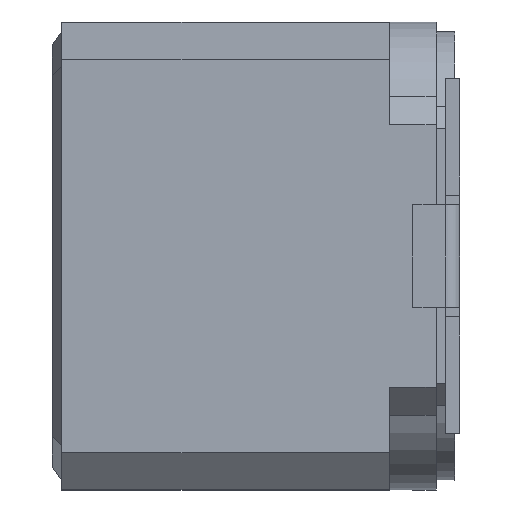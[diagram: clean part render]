
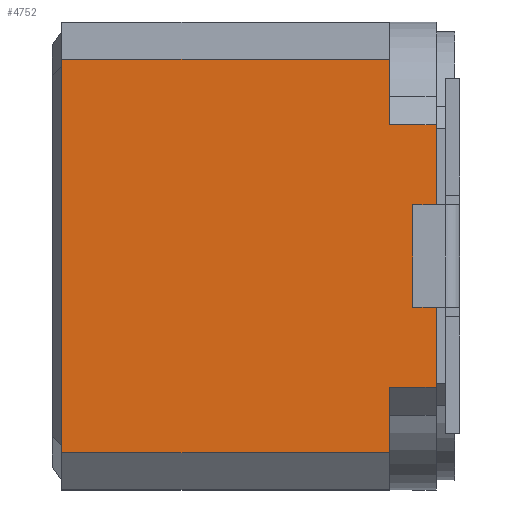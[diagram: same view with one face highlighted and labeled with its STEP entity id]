
A CAD part, left-side view. The second image highlights one B-rep face of the part: STEP entity #4752.
In plain terms, the highlighted planar face has unit normal (-1, 0, 0).
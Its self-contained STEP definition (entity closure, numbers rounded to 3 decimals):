
#263 = ORIENTED_EDGE ( 'NONE', *, *, #3020, .T. ) ;
#509 = ORIENTED_EDGE ( 'NONE', *, *, #4103, .T. ) ;
#745 = VECTOR ( 'NONE', #12715, 1000. ) ;
#915 = EDGE_CURVE ( 'NONE', #3258, #8369, #8100, .T. ) ;
#1312 = DIRECTION ( 'NONE',  ( 0., -1., 0. ) ) ;
#1897 = DIRECTION ( 'NONE',  ( 0., -1., 0. ) ) ;
#1913 = LINE ( 'NONE', #13620, #16104 ) ;
#2515 = VERTEX_POINT ( 'NONE', #15510 ) ;
#2878 = CARTESIAN_POINT ( 'NONE',  ( -2.5, -2.001, 2.1 ) ) ;
#2916 = CARTESIAN_POINT ( 'NONE',  ( -2.5, -1.5, -1.4 ) ) ;
#3020 = EDGE_CURVE ( 'NONE', #14337, #2515, #19683, .T. ) ;
#3258 = VERTEX_POINT ( 'NONE', #6167 ) ;
#3987 = EDGE_CURVE ( 'NONE', #19965, #16789, #10621, .T. ) ;
#4103 = EDGE_CURVE ( 'NONE', #4716, #16789, #4675, .T. ) ;
#4639 = EDGE_CURVE ( 'NONE', #4716, #3258, #20710, .T. ) ;
#4675 = LINE ( 'NONE', #2878, #9775 ) ;
#4716 = VERTEX_POINT ( 'NONE', #18649 ) ;
#4752 = ADVANCED_FACE ( 'NONE', ( #15269 ), #5459, .F. ) ;
#4781 = ORIENTED_EDGE ( 'NONE', *, *, #3987, .F. ) ;
#5374 = ORIENTED_EDGE ( 'NONE', *, *, #7580, .T. ) ;
#5459 = PLANE ( 'NONE',  #12757 ) ;
#5913 = CARTESIAN_POINT ( 'NONE',  ( -2.5, 2., -2.1 ) ) ;
#5990 = EDGE_LOOP ( 'NONE', ( #263, #6918, #18856, #9728, #509, #4781, #15508, #5374 ) ) ;
#6167 = CARTESIAN_POINT ( 'NONE',  ( -2.5, -1.5, 1.4 ) ) ;
#6918 = ORIENTED_EDGE ( 'NONE', *, *, #17190, .T. ) ;
#7580 = EDGE_CURVE ( 'NONE', #10762, #14337, #1913, .T. ) ;
#7915 = VECTOR ( 'NONE', #15046, 1000. ) ;
#8100 = LINE ( 'NONE', #14400, #11116 ) ;
#8369 = VERTEX_POINT ( 'NONE', #10844 ) ;
#9728 = ORIENTED_EDGE ( 'NONE', *, *, #4639, .F. ) ;
#9775 = VECTOR ( 'NONE', #19352, 1000. ) ;
#10258 = EDGE_CURVE ( 'NONE', #10762, #19965, #11947, .T. ) ;
#10453 = DIRECTION ( 'NONE',  ( 0., 0., -1. ) ) ;
#10621 = LINE ( 'NONE', #15533, #14537 ) ;
#10762 = VERTEX_POINT ( 'NONE', #11688 ) ;
#10844 = CARTESIAN_POINT ( 'NONE',  ( -2.5, -2., 1.4 ) ) ;
#11116 = VECTOR ( 'NONE', #1312, 1000. ) ;
#11688 = CARTESIAN_POINT ( 'NONE',  ( -2.5, -1.5, -2.1 ) ) ;
#11947 = LINE ( 'NONE', #19318, #7915 ) ;
#12060 = CARTESIAN_POINT ( 'NONE',  ( -2.5, 2., 2.5 ) ) ;
#12715 = DIRECTION ( 'NONE',  ( 0., 0., -1. ) ) ;
#12757 = AXIS2_PLACEMENT_3D ( 'NONE', #12060, #18530, #10453 ) ;
#13620 = CARTESIAN_POINT ( 'NONE',  ( -2.5, -1.5, -3.1 ) ) ;
#14337 = VERTEX_POINT ( 'NONE', #2916 ) ;
#14400 = CARTESIAN_POINT ( 'NONE',  ( -2.5, -1.5, 1.4 ) ) ;
#14537 = VECTOR ( 'NONE', #20528, 1000. ) ;
#15046 = DIRECTION ( 'NONE',  ( 0., 1., 0. ) ) ;
#15269 = FACE_OUTER_BOUND ( 'NONE', #5990, .T. ) ;
#15508 = ORIENTED_EDGE ( 'NONE', *, *, #10258, .F. ) ;
#15510 = CARTESIAN_POINT ( 'NONE',  ( -2.5, -2., -1.4 ) ) ;
#15533 = CARTESIAN_POINT ( 'NONE',  ( -2.5, 2., 2.5 ) ) ;
#16104 = VECTOR ( 'NONE', #18178, 1000. ) ;
#16317 = DIRECTION ( 'NONE',  ( 0., 0., 1. ) ) ;
#16789 = VERTEX_POINT ( 'NONE', #19209 ) ;
#17190 = EDGE_CURVE ( 'NONE', #2515, #8369, #20804, .T. ) ;
#17684 = CARTESIAN_POINT ( 'NONE',  ( -2.5, -2., 2.5 ) ) ;
#17854 = CARTESIAN_POINT ( 'NONE',  ( -2.5, -1.5, -1.4 ) ) ;
#18009 = VECTOR ( 'NONE', #1897, 1000. ) ;
#18178 = DIRECTION ( 'NONE',  ( 0., 0., 1. ) ) ;
#18324 = VECTOR ( 'NONE', #16317, 1000. ) ;
#18530 = DIRECTION ( 'NONE',  ( 1., 0., 0. ) ) ;
#18649 = CARTESIAN_POINT ( 'NONE',  ( -2.5, -1.5, 2.1 ) ) ;
#18856 = ORIENTED_EDGE ( 'NONE', *, *, #915, .F. ) ;
#19209 = CARTESIAN_POINT ( 'NONE',  ( -2.5, 2., 2.1 ) ) ;
#19318 = CARTESIAN_POINT ( 'NONE',  ( -2.5, -2.001, -2.1 ) ) ;
#19352 = DIRECTION ( 'NONE',  ( 0., 1., 0. ) ) ;
#19408 = CARTESIAN_POINT ( 'NONE',  ( -2.5, -1.5, 3.1 ) ) ;
#19683 = LINE ( 'NONE', #17854, #18009 ) ;
#19965 = VERTEX_POINT ( 'NONE', #5913 ) ;
#20528 = DIRECTION ( 'NONE',  ( 0., 0., 1. ) ) ;
#20710 = LINE ( 'NONE', #19408, #745 ) ;
#20804 = LINE ( 'NONE', #17684, #18324 ) ;
